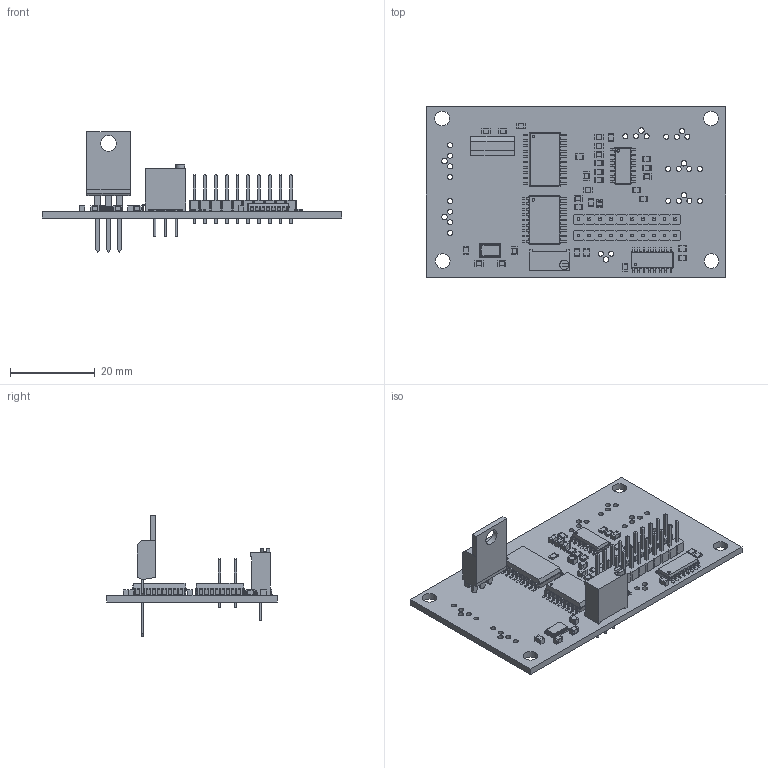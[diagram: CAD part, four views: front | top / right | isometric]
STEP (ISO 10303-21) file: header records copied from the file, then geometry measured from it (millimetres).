
FILE_DESCRIPTION(('KiCad electronic assembly'),'2;1');
FILE_NAME('F3 peripheral boards.step','2025-05-17T13:30:59',('Pcbnew'),( 'Kicad'),'Open CASCADE STEP processor 7.8','KiCad to STEP converter' ,'Unknown');
FILE_SCHEMA(('AUTOMOTIVE_DESIGN { 1 0 10303 214 1 1 1 1 }'));
Length unit declared in the file: millimetre
Products named in the file (24): F3 peripheral boards 1; C_0805_2012Metric; SOIC-18W_7.5x11.6mm_P1.27mm; SOIC_18W_75x116mm_P127mm; D_0805_2012Metric; D_0805; R_0805_2012Metric; SOIC-20W_7.5x12.8mm_P1.27mm; SOIC_20W_75x128mm_P127mm; Crystal_SMD_5032-2Pin_5.0x3.2mm_HandSoldering; Crystal_SMD_5032-2Pin_5.0x3.2mm; SOIC-14_3.9x8.7mm_P1.27mm; SOIC_14_39x87mm_P127mm; PinHeader_1x10_P2.54mm_Vertical; PinHeader_1x10_P254mm_Vertical; TO-220-3_Vertical; SOIC-16_3.9x9.9mm_P1.27mm; SOIC_16_39x99mm_P127mm; Potentiometer_Bourns_3296W_Vertical; F3 peripheral boards_PCB
Assembly tree (52 placements, depth 3):
  F3 peripheral boards 1
    C_0805_2012Metric  x15
      C_0805_2012Metric
    SOIC-18W_7.5x11.6mm_P1.27mm
      SOIC_18W_75x116mm_P127mm
    D_0805_2012Metric
      D_0805
    R_0805_2012Metric  x15
      R_0805_2012Metric
    SOIC-20W_7.5x12.8mm_P1.27mm
      SOIC_20W_75x128mm_P127mm
    Crystal_SMD_5032-2Pin_5.0x3.2mm_HandSoldering
      Crystal_SMD_5032-2Pin_5.0x3.2mm
    SOIC-14_3.9x8.7mm_P1.27mm
      SOIC_14_39x87mm_P127mm
    PinHeader_1x10_P2.54mm_Vertical  x2
      PinHeader_1x10_P254mm_Vertical
    TO-220-3_Vertical
      TO-220-3_Vertical
    SOIC-16_3.9x9.9mm_P1.27mm
      SOIC_16_39x99mm_P127mm
    Potentiometer_Bourns_3296W_Vertical
      Potentiometer_Bourns_3296W_Vertical
    F3 peripheral boards_PCB
Bounding box: 70.69 x 40.28 x 28.52 mm (x, y, z)
Volume: 6346.7 mm3; surface area: 9563.8 mm2
Topology: 41 solids, 41 shells, 2810 faces, 7273 edges, 4622 vertices
Faces by surface type: plane 1894, cylinder 716, bspline 164, torus 36
Full cylindrical faces by diameter (mm): 0.51 x3, 0.6 x4, 0.8 x3, 1 x20, 1.1 x3, 1.2 x24, 1.3 x7, 2.19 x1, 3.5 x4, 3.735 x1
Entity records: 67707 total; most frequent: CARTESIAN_POINT 10388, ORIENTED_EDGE 9454, DIRECTION 8889, EDGE_CURVE 4727, LINE 3675, VECTOR 3675, VERTEX_POINT 2970, AXIS2_PLACEMENT_3D 2607
